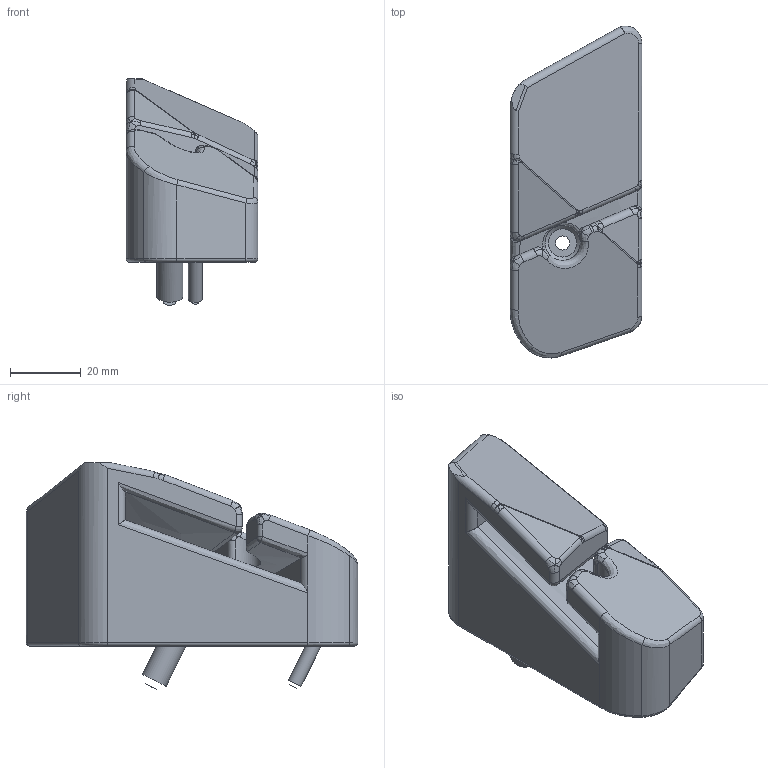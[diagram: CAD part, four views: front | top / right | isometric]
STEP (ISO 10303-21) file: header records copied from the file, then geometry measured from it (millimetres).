
FILE_DESCRIPTION(/* description */ (''),/* implementation_level */ '2;1');
FILE_NAME(/* name */ 'Mazda MX5 Seat Belt Guides R4.step',/* time_stamp */ '2025-12-28T11:19:13+02:00',/* author */ (''),/* organization */ (''),/* preprocessor_version */ 'ST-DEVELOPER v20.1',/* originating_system */ 'Autodesk Translation Framework v14.21.0.0',/* authorisation */ '');
FILE_SCHEMA (('AUTOMOTIVE_DESIGN { 1 0 10303 214 3 1 1 }'));
Length unit declared in the file: millimetre
Products named in the file (1): Mazda MX5 Seat Belt Guides R4
Bounding box: 37.33 x 94.03 x 64.2 mm (x, y, z)
Volume: 88905.7 mm3; surface area: 19928.6 mm2
Topology: 1 solids, 1 shells, 162 faces, 414 edges, 258 vertices
Faces by surface type: bspline 82, cylinder 46, plane 25, torus 5, cone 4
Full cylindrical faces by diameter (mm): 4 x2, 7.5 x1, 10 x1, 15 x1
Entity records: 8759 total; most frequent: CARTESIAN_POINT 5174, ORIENTED_EDGE 828, DIRECTION 617, EDGE_CURVE 414, AXIS2_PLACEMENT_3D 260, VERTEX_POINT 258, EDGE_LOOP 168, FACE_OUTER_BOUND 162
